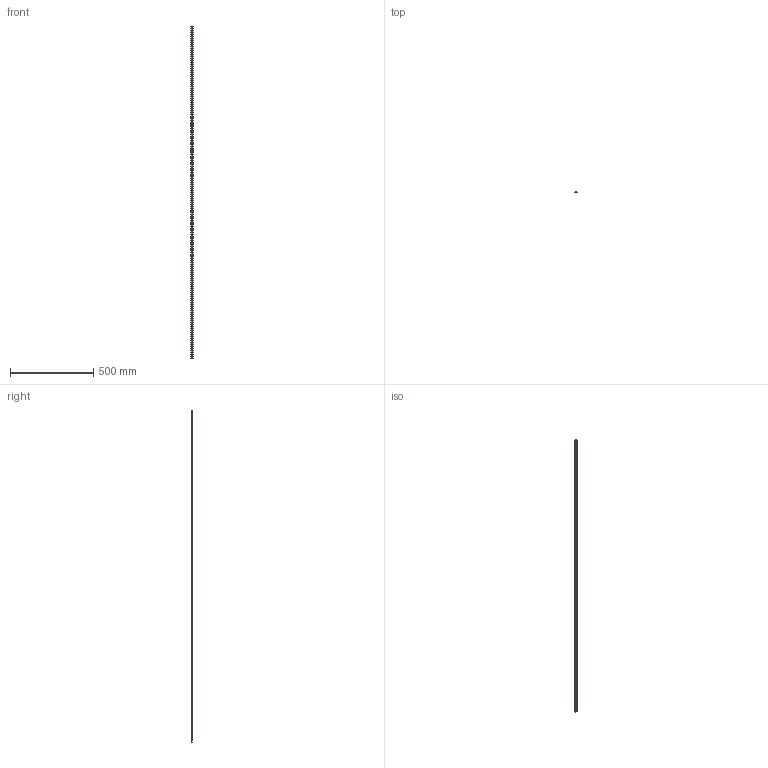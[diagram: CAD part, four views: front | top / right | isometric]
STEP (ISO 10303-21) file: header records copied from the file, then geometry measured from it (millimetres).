
FILE_DESCRIPTION (( 'STEP AP214' ), '1' );
FILE_NAME ('1115359_KSTP1.stp', '2018-08-10T05:29:20', ( '' ), ( '' ), 'SwSTEP 2.0', 'SolidWorks 2016', '' );
FILE_SCHEMA (( 'AUTOMOTIVE_DESIGN' ));
Length unit declared in the file: millimetre
Products named in the file (1): 1115359_KSTP1
Bounding box: 15 x 5.5 x 2000 mm (x, y, z)
Volume: 40110.5 mm3; surface area: 87228 mm2
Topology: 1 solids, 1 shells, 660 faces, 1908 edges, 1260 vertices
Faces by surface type: cylinder 324, plane 302, bspline 34
Entity records: 23918 total; most frequent: CARTESIAN_POINT 5760, ORIENTED_EDGE 3816, DIRECTION 3730, EDGE_CURVE 1908, AXIS2_PLACEMENT_3D 1279, VERTEX_POINT 1260, LINE 1172, VECTOR 1172
